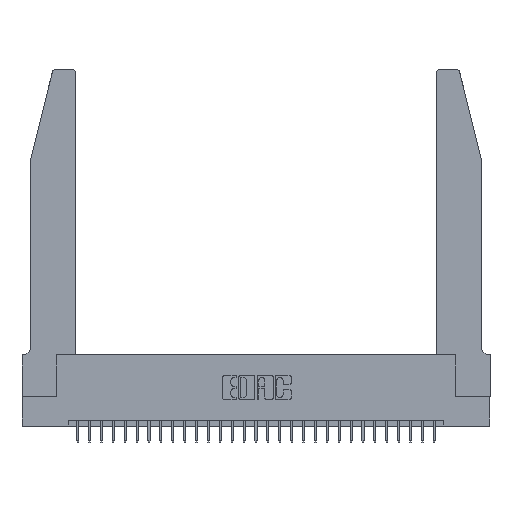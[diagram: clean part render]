
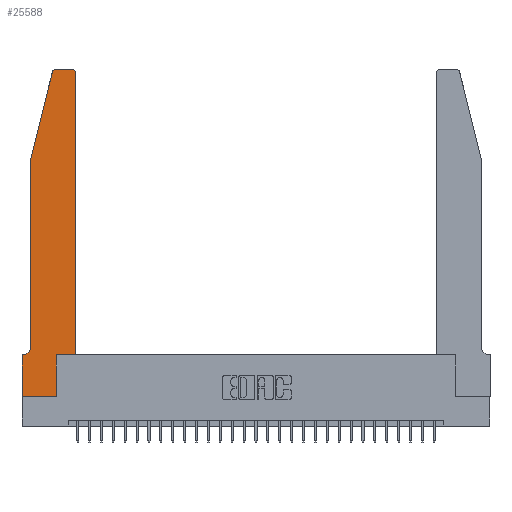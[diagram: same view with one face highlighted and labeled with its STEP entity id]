
A CAD part, top view. The second image highlights one B-rep face of the part: STEP entity #25588.
In plain terms, the highlighted planar face has unit normal (0, 0, 1).
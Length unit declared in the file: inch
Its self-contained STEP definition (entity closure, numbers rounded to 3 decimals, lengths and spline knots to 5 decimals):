
#282 = CARTESIAN_POINT ( 'NONE',  ( 0.0055, 0.42, 0.37 ) ) ;
#313 = VERTEX_POINT ( 'NONE', #19645 ) ;
#643 = CARTESIAN_POINT ( 'NONE',  ( 0.2865, 0., 0.37 ) ) ;
#1069 = EDGE_CURVE ( 'NONE', #1341, #17886, #4212, .T. ) ;
#1341 = VERTEX_POINT ( 'NONE', #6496 ) ;
#2362 = ORIENTED_EDGE ( 'NONE', *, *, #10277, .T. ) ;
#2572 = DIRECTION ( 'NONE',  ( -0.239, -0.971, 0. ) ) ;
#2603 = ORIENTED_EDGE ( 'NONE', *, *, #23843, .T. ) ;
#2814 = DIRECTION ( 'NONE',  ( 0., -1., 0. ) ) ;
#2906 = DIRECTION ( 'NONE',  ( 0., 0., 1. ) ) ;
#3385 = ORIENTED_EDGE ( 'NONE', *, *, #23978, .T. ) ;
#3671 = ORIENTED_EDGE ( 'NONE', *, *, #6006, .T. ) ;
#3870 = EDGE_CURVE ( 'NONE', #11297, #23682, #20129, .T. ) ;
#3942 = CARTESIAN_POINT ( 'NONE',  ( 0., 0., 0.37 ) ) ;
#4129 = DIRECTION ( 'NONE',  ( 1., 0., 0. ) ) ;
#4198 = ORIENTED_EDGE ( 'NONE', *, *, #17270, .T. ) ;
#4212 = CIRCLE ( 'NONE', #28989, 0.07 ) ;
#4793 = DIRECTION ( 'NONE',  ( -1., 0., 0. ) ) ;
#5135 = AXIS2_PLACEMENT_3D ( 'NONE', #17580, #14932, #14775 ) ;
#5230 = FACE_OUTER_BOUND ( 'NONE', #5997, .T. ) ;
#5248 = CIRCLE ( 'NONE', #11211, 0.03 ) ;
#5358 = CARTESIAN_POINT ( 'NONE',  ( 0.0755, 2., 0.37 ) ) ;
#5997 = EDGE_LOOP ( 'NONE', ( #4198, #9550, #7663, #9451, #30471, #2362, #3385, #6416, #2603, #13630, #3671, #20744 ) ) ;
#6006 = EDGE_CURVE ( 'NONE', #16722, #21335, #7666, .T. ) ;
#6019 = DIRECTION ( 'NONE',  ( 1., 0., 0. ) ) ;
#6023 = VERTEX_POINT ( 'NONE', #22082 ) ;
#6416 = ORIENTED_EDGE ( 'NONE', *, *, #3870, .T. ) ;
#6487 = CARTESIAN_POINT ( 'NONE',  ( 0.2605, 2.75, 0.37 ) ) ;
#6496 = CARTESIAN_POINT ( 'NONE',  ( 0.0755, 0.42, 0.37 ) ) ;
#6842 = LINE ( 'NONE', #30414, #11647 ) ;
#6982 = VECTOR ( 'NONE', #17599, 39.37008 ) ;
#7497 = LINE ( 'NONE', #14469, #28925 ) ;
#7581 = DIRECTION ( 'NONE',  ( 0., 0., 1. ) ) ;
#7663 = ORIENTED_EDGE ( 'NONE', *, *, #28252, .T. ) ;
#7666 = LINE ( 'NONE', #27036, #6982 ) ;
#8365 = CARTESIAN_POINT ( 'NONE',  ( 0., 0.35, 0.37 ) ) ;
#8640 = EDGE_CURVE ( 'NONE', #29345, #1341, #7497, .T. ) ;
#8663 = VECTOR ( 'NONE', #26980, 39.37008 ) ;
#8791 = EDGE_CURVE ( 'NONE', #13600, #9995, #20007, .T. ) ;
#9029 = DIRECTION ( 'NONE',  ( 0., 1., 0. ) ) ;
#9451 = ORIENTED_EDGE ( 'NONE', *, *, #8640, .T. ) ;
#9550 = ORIENTED_EDGE ( 'NONE', *, *, #8791, .T. ) ;
#9995 = VERTEX_POINT ( 'NONE', #30601 ) ;
#10277 = EDGE_CURVE ( 'NONE', #17886, #25507, #13386, .T. ) ;
#11211 = AXIS2_PLACEMENT_3D ( 'NONE', #18920, #7581, #16587 ) ;
#11297 = VERTEX_POINT ( 'NONE', #3942 ) ;
#11604 = CARTESIAN_POINT ( 'NONE',  ( 0.4505, 0.35, 0.37 ) ) ;
#11647 = VECTOR ( 'NONE', #9029, 39.37008 ) ;
#13386 = LINE ( 'NONE', #29824, #20530 ) ;
#13600 = VERTEX_POINT ( 'NONE', #17986 ) ;
#13630 = ORIENTED_EDGE ( 'NONE', *, *, #17333, .T. ) ;
#13706 = VECTOR ( 'NONE', #2572, 39.37008 ) ;
#14469 = CARTESIAN_POINT ( 'NONE',  ( 0.0755, 2., 0.37 ) ) ;
#14655 = AXIS2_PLACEMENT_3D ( 'NONE', #8365, #2906, #14707 ) ;
#14707 = DIRECTION ( 'NONE',  ( 1., 0., 0. ) ) ;
#14775 = DIRECTION ( 'NONE',  ( 1., 0., 0. ) ) ;
#14932 = DIRECTION ( 'NONE',  ( 0., 0., 1. ) ) ;
#16546 = LINE ( 'NONE', #5358, #13706 ) ;
#16587 = DIRECTION ( 'NONE',  ( 1., 0., 0. ) ) ;
#16722 = VERTEX_POINT ( 'NONE', #19555 ) ;
#17270 = EDGE_CURVE ( 'NONE', #6023, #13600, #29765, .T. ) ;
#17333 = EDGE_CURVE ( 'NONE', #313, #16722, #30213, .T. ) ;
#17515 = PLANE ( 'NONE',  #14655 ) ;
#17542 = LINE ( 'NONE', #20159, #8663 ) ;
#17580 = CARTESIAN_POINT ( 'NONE',  ( 0.284, 2.72, 0.37 ) ) ;
#17599 = DIRECTION ( 'NONE',  ( 0., 1., 0. ) ) ;
#17886 = VERTEX_POINT ( 'NONE', #27692 ) ;
#17986 = CARTESIAN_POINT ( 'NONE',  ( 0.284, 2.75, 0.37 ) ) ;
#18486 = DIRECTION ( 'NONE',  ( -1., 0., 0. ) ) ;
#18920 = CARTESIAN_POINT ( 'NONE',  ( 0.4205, 2.72, 0.37 ) ) ;
#18954 = CARTESIAN_POINT ( 'NONE',  ( 0.4505, 2.72, 0.37 ) ) ;
#19555 = CARTESIAN_POINT ( 'NONE',  ( 0.4505, 0.35, 0.37 ) ) ;
#19645 = CARTESIAN_POINT ( 'NONE',  ( 0.2865, 0.35, 0.37 ) ) ;
#19858 = VECTOR ( 'NONE', #30062, 39.37008 ) ;
#20007 = CIRCLE ( 'NONE', #5135, 0.03 ) ;
#20129 = LINE ( 'NONE', #24774, #27639 ) ;
#20159 = CARTESIAN_POINT ( 'NONE',  ( 0., 0., 0.37 ) ) ;
#20530 = VECTOR ( 'NONE', #18486, 39.37008 ) ;
#20744 = ORIENTED_EDGE ( 'NONE', *, *, #27773, .T. ) ;
#21335 = VERTEX_POINT ( 'NONE', #18954 ) ;
#22082 = CARTESIAN_POINT ( 'NONE',  ( 0.4205, 2.75, 0.37 ) ) ;
#22912 = CARTESIAN_POINT ( 'NONE',  ( 0.0755, 2., 0.37 ) ) ;
#23565 = DIRECTION ( 'NONE',  ( 0., 0., -1. ) ) ;
#23682 = VERTEX_POINT ( 'NONE', #643 ) ;
#23843 = EDGE_CURVE ( 'NONE', #23682, #313, #6842, .T. ) ;
#23978 = EDGE_CURVE ( 'NONE', #25507, #11297, #17542, .T. ) ;
#24774 = CARTESIAN_POINT ( 'NONE',  ( 0., 0., 0.37 ) ) ;
#25507 = VERTEX_POINT ( 'NONE', #28514 ) ;
#25588 = ADVANCED_FACE ( 'NONE', ( #5230 ), #17515, .T. ) ;
#26286 = VECTOR ( 'NONE', #4129, 39.37008 ) ;
#26980 = DIRECTION ( 'NONE',  ( 0., -1., 0. ) ) ;
#27036 = CARTESIAN_POINT ( 'NONE',  ( 0.4505, 0.35, 0.37 ) ) ;
#27639 = VECTOR ( 'NONE', #6019, 39.37008 ) ;
#27692 = CARTESIAN_POINT ( 'NONE',  ( 0.0055, 0.35, 0.37 ) ) ;
#27773 = EDGE_CURVE ( 'NONE', #21335, #6023, #5248, .T. ) ;
#28252 = EDGE_CURVE ( 'NONE', #9995, #29345, #16546, .T. ) ;
#28514 = CARTESIAN_POINT ( 'NONE',  ( 0., 0.35, 0.37 ) ) ;
#28925 = VECTOR ( 'NONE', #2814, 39.37008 ) ;
#28989 = AXIS2_PLACEMENT_3D ( 'NONE', #282, #23565, #4793 ) ;
#29345 = VERTEX_POINT ( 'NONE', #22912 ) ;
#29765 = LINE ( 'NONE', #6487, #19858 ) ;
#29824 = CARTESIAN_POINT ( 'NONE',  ( 0.0755, 0.35, 0.37 ) ) ;
#30062 = DIRECTION ( 'NONE',  ( -1., 0., 0. ) ) ;
#30213 = LINE ( 'NONE', #11604, #26286 ) ;
#30414 = CARTESIAN_POINT ( 'NONE',  ( 0.2865, 0.35, 0.37 ) ) ;
#30471 = ORIENTED_EDGE ( 'NONE', *, *, #1069, .T. ) ;
#30601 = CARTESIAN_POINT ( 'NONE',  ( 0.25487, 2.72718, 0.37 ) ) ;
